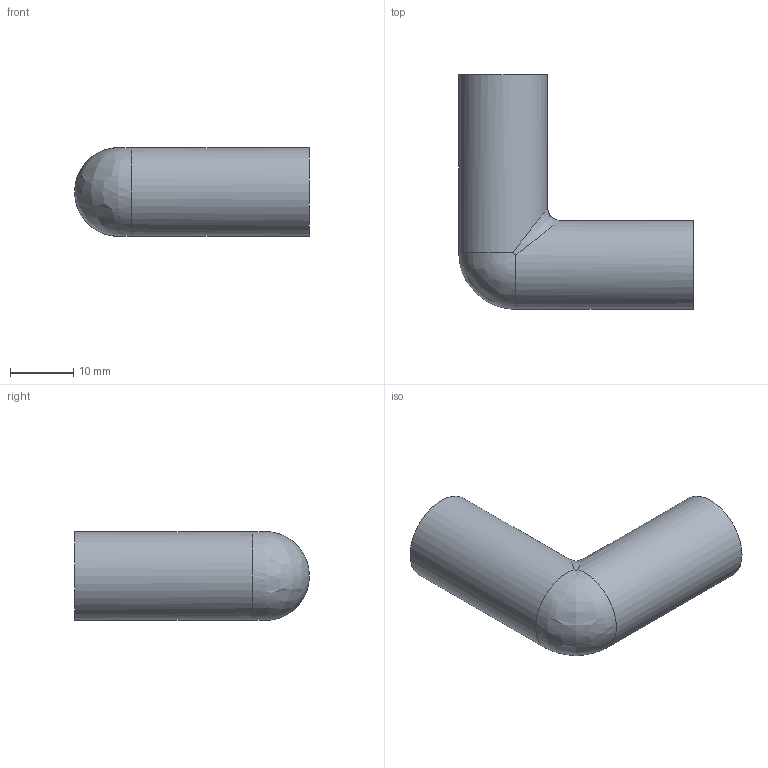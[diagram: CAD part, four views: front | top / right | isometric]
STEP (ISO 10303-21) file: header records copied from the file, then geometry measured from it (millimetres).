
FILE_DESCRIPTION(/* description */ (''),/* implementation_level */ '2;1');
FILE_NAME(/* name */ '41640.ipt.step',/* time_stamp */ '2022-07-18T12:58:55+02:00',/* author */ ('Abt. Technik'),/* organization */ (''),/* preprocessor_version */ 'ST-DEVELOPER v18.1',/* originating_system */ 'Autodesk Inventor 2022',/* authorisation */ '');
FILE_SCHEMA (('AUTOMOTIVE_DESIGN { 1 0 10303 214 3 1 1 }'));
Length unit declared in the file: millimetre
Products named in the file (1): 41640
Bounding box: 37 x 37 x 14 mm (x, y, z)
Volume: 5629.1 mm3; surface area: 3971.4 mm2
Topology: 1 solids, 1 shells, 10 faces, 22 edges, 14 vertices
Faces by surface type: cylinder 4, bspline 2, cone 2, plane 2
Full cylindrical faces by diameter (mm): 12 x2, 14 x2
Entity records: 395 total; most frequent: CARTESIAN_POINT 136, DIRECTION 48, ORIENTED_EDGE 40, AXIS2_PLACEMENT_3D 21, EDGE_CURVE 20, VERTEX_POINT 14, EDGE_LOOP 12, CIRCLE 10
